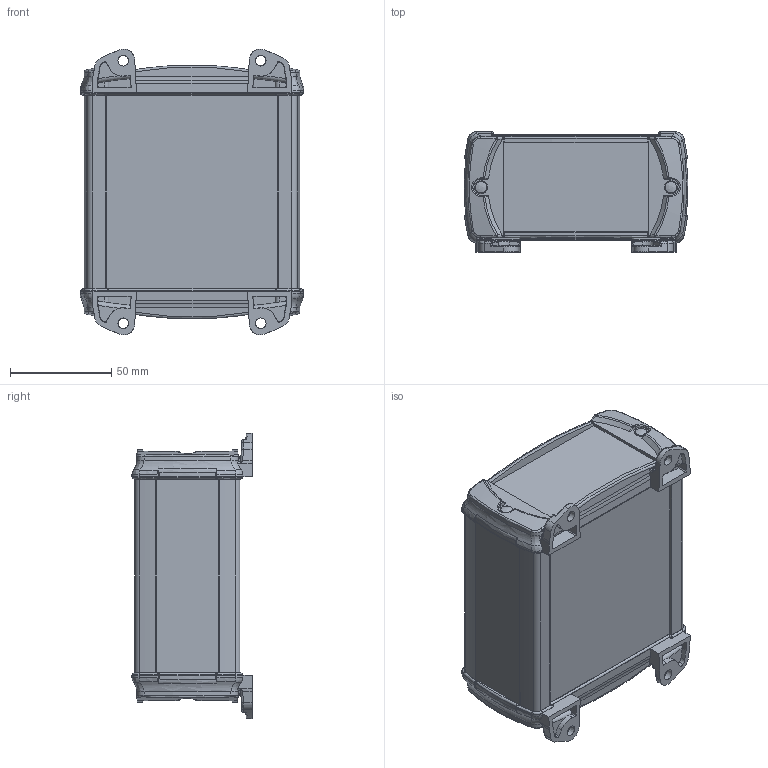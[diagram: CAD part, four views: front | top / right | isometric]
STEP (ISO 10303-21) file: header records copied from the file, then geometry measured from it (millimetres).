
FILE_DESCRIPTION((''),'2;1');
FILE_NAME('83055100.S2_ELPH-EU 1050-0100 DW.stp','2010-03-09T08:18:08',('haertel'),(''),'Autodesk Inventor 2010','Autodesk Inventor 2010','');
FILE_SCHEMA(('AUTOMOTIVE_DESIGN { 1 0 10303 214 1 1 1 1 }'));
Length unit declared in the file: millimetre
Products named in the file (6): 83056100.S2_ELPH 1050-0100 DW; ELPH 1050 OT_1009049_3DSYM; Bauteil12; ELDW 1050_1009061_3D; 1003804_3Dsym; SHR Z KA30X10 WN 1412 MG_3DSYM
Assembly tree (12 placements, depth 2):
  83056100.S2_ELPH 1050-0100 DW
    ELPH 1050 OT_1009049_3DSYM
    Bauteil12
    ELDW 1050_1009061_3D  x2
    1003804_3Dsym  x4
    SHR Z KA30X10 WN 1412 MG_3DSYM  x4
Bounding box: 110.71 x 59.5 x 141.45 mm (x, y, z)
Volume: 141248.6 mm3; surface area: 129786.7 mm2
Topology: 12 solids, 12 shells, 1790 faces, 4720 edges, 2914 vertices
Faces by surface type: plane 562, bspline 538, cylinder 344, cone 170, torus 160, sphere 16
Full cylindrical faces by diameter (mm): 2 x24, 5.3 x6, 5.6 x4, 6.4 x4
Entity records: 45071 total; most frequent: CARTESIAN_POINT 22297, ORIENTED_EDGE 4956, DIRECTION 4419, EDGE_CURVE 2478, AXIS2_PLACEMENT_3D 1658, VERTEX_POINT 1582, VECTOR 1103, LINE 1103
